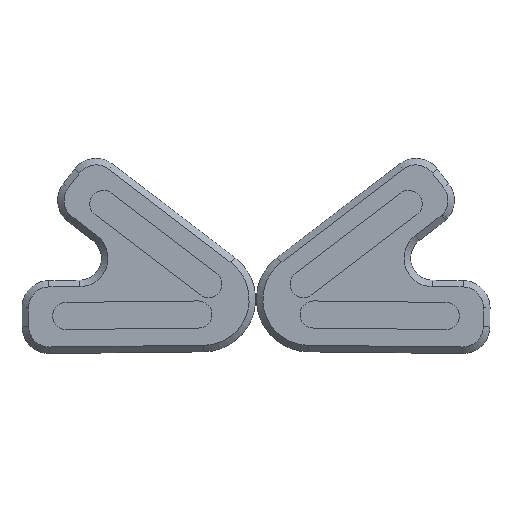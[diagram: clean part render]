
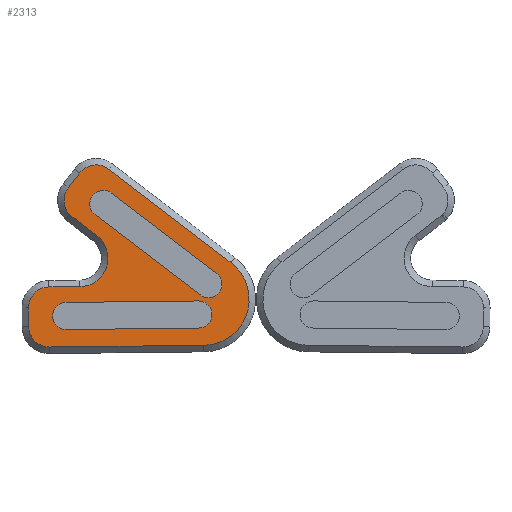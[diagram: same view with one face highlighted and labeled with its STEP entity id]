
A CAD part, top view. The second image highlights one B-rep face of the part: STEP entity #2313.
In plain terms, the highlighted planar face has unit normal (0, 0, 1).
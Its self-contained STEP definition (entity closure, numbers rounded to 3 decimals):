
#25=FACE_BOUND('',#312,.T.);
#26=FACE_BOUND('',#313,.T.);
#84=PLANE('',#2487);
#175=FACE_OUTER_BOUND('',#311,.T.);
#311=EDGE_LOOP('',(#1671,#1672,#1673,#1674,#1675,#1676,#1677,#1678,#1679,
#1680,#1681,#1682,#1683));
#312=EDGE_LOOP('',(#1684,#1685,#1686,#1687));
#313=EDGE_LOOP('',(#1688,#1689,#1690,#1691));
#439=LINE('',#3435,#677);
#443=LINE('',#3447,#681);
#447=LINE('',#3459,#685);
#451=LINE('',#3471,#689);
#455=LINE('',#3483,#693);
#459=LINE('',#3495,#697);
#475=LINE('',#3543,#713);
#476=LINE('',#3546,#714);
#477=LINE('',#3549,#715);
#478=LINE('',#3553,#716);
#677=VECTOR('',#2702,10.);
#681=VECTOR('',#2714,10.);
#685=VECTOR('',#2726,10.);
#689=VECTOR('',#2738,10.);
#693=VECTOR('',#2750,10.);
#697=VECTOR('',#2762,10.);
#713=VECTOR('',#2812,10.);
#714=VECTOR('',#2815,10.);
#715=VECTOR('',#2816,10.);
#716=VECTOR('',#2819,10.);
#914=CIRCLE('',#2450,0.1);
#915=CIRCLE('',#2453,8.4);
#917=CIRCLE('',#2457,6.1);
#919=CIRCLE('',#2461,6.1);
#921=CIRCLE('',#2465,13.6);
#923=CIRCLE('',#2469,6.1);
#925=CIRCLE('',#2473,6.1);
#932=CIRCLE('',#2488,4.);
#933=CIRCLE('',#2489,4.);
#934=CIRCLE('',#2490,4.);
#935=CIRCLE('',#2491,4.);
#1021=VERTEX_POINT('',#3419);
#1022=VERTEX_POINT('',#3421);
#1024=VERTEX_POINT('',#3433);
#1026=VERTEX_POINT('',#3439);
#1028=VERTEX_POINT('',#3445);
#1030=VERTEX_POINT('',#3451);
#1032=VERTEX_POINT('',#3457);
#1034=VERTEX_POINT('',#3463);
#1036=VERTEX_POINT('',#3469);
#1038=VERTEX_POINT('',#3475);
#1040=VERTEX_POINT('',#3481);
#1042=VERTEX_POINT('',#3487);
#1044=VERTEX_POINT('',#3493);
#1057=VERTEX_POINT('',#3539);
#1058=VERTEX_POINT('',#3540);
#1059=VERTEX_POINT('',#3542);
#1060=VERTEX_POINT('',#3544);
#1061=VERTEX_POINT('',#3547);
#1062=VERTEX_POINT('',#3548);
#1063=VERTEX_POINT('',#3550);
#1064=VERTEX_POINT('',#3552);
#1243=EDGE_CURVE('',#1021,#1022,#914,.T.);
#1246=EDGE_CURVE('',#1024,#1021,#439,.T.);
#1249=EDGE_CURVE('',#1026,#1024,#915,.T.);
#1252=EDGE_CURVE('',#1028,#1026,#443,.T.);
#1255=EDGE_CURVE('',#1030,#1028,#917,.T.);
#1258=EDGE_CURVE('',#1032,#1030,#447,.T.);
#1261=EDGE_CURVE('',#1034,#1032,#919,.T.);
#1264=EDGE_CURVE('',#1036,#1034,#451,.T.);
#1267=EDGE_CURVE('',#1038,#1036,#921,.T.);
#1270=EDGE_CURVE('',#1040,#1038,#455,.T.);
#1273=EDGE_CURVE('',#1042,#1040,#923,.T.);
#1276=EDGE_CURVE('',#1044,#1042,#459,.T.);
#1278=EDGE_CURVE('',#1022,#1044,#925,.T.);
#1299=EDGE_CURVE('',#1057,#1058,#932,.T.);
#1300=EDGE_CURVE('',#1058,#1059,#475,.T.);
#1301=EDGE_CURVE('',#1059,#1060,#933,.T.);
#1302=EDGE_CURVE('',#1060,#1057,#476,.T.);
#1303=EDGE_CURVE('',#1061,#1062,#477,.T.);
#1304=EDGE_CURVE('',#1062,#1063,#934,.T.);
#1305=EDGE_CURVE('',#1063,#1064,#478,.T.);
#1306=EDGE_CURVE('',#1064,#1061,#935,.T.);
#1671=ORIENTED_EDGE('',*,*,#1243,.F.);
#1672=ORIENTED_EDGE('',*,*,#1246,.F.);
#1673=ORIENTED_EDGE('',*,*,#1249,.F.);
#1674=ORIENTED_EDGE('',*,*,#1252,.F.);
#1675=ORIENTED_EDGE('',*,*,#1255,.F.);
#1676=ORIENTED_EDGE('',*,*,#1258,.F.);
#1677=ORIENTED_EDGE('',*,*,#1261,.F.);
#1678=ORIENTED_EDGE('',*,*,#1264,.F.);
#1679=ORIENTED_EDGE('',*,*,#1267,.F.);
#1680=ORIENTED_EDGE('',*,*,#1270,.F.);
#1681=ORIENTED_EDGE('',*,*,#1273,.F.);
#1682=ORIENTED_EDGE('',*,*,#1276,.F.);
#1683=ORIENTED_EDGE('',*,*,#1278,.F.);
#1684=ORIENTED_EDGE('',*,*,#1299,.T.);
#1685=ORIENTED_EDGE('',*,*,#1300,.T.);
#1686=ORIENTED_EDGE('',*,*,#1301,.T.);
#1687=ORIENTED_EDGE('',*,*,#1302,.T.);
#1688=ORIENTED_EDGE('',*,*,#1303,.T.);
#1689=ORIENTED_EDGE('',*,*,#1304,.T.);
#1690=ORIENTED_EDGE('',*,*,#1305,.T.);
#1691=ORIENTED_EDGE('',*,*,#1306,.T.);
#2313=ADVANCED_FACE('',(#175,#25,#26),#84,.T.);
#2450=AXIS2_PLACEMENT_3D('',#3422,#2697,#2698);
#2453=AXIS2_PLACEMENT_3D('',#3441,#2707,#2708);
#2457=AXIS2_PLACEMENT_3D('',#3453,#2719,#2720);
#2461=AXIS2_PLACEMENT_3D('',#3465,#2731,#2732);
#2465=AXIS2_PLACEMENT_3D('',#3477,#2743,#2744);
#2469=AXIS2_PLACEMENT_3D('',#3489,#2755,#2756);
#2473=AXIS2_PLACEMENT_3D('',#3498,#2766,#2767);
#2487=AXIS2_PLACEMENT_3D('',#3538,#2808,#2809);
#2488=AXIS2_PLACEMENT_3D('',#3541,#2810,#2811);
#2489=AXIS2_PLACEMENT_3D('',#3545,#2813,#2814);
#2490=AXIS2_PLACEMENT_3D('',#3551,#2817,#2818);
#2491=AXIS2_PLACEMENT_3D('',#3554,#2820,#2821);
#2697=DIRECTION('center_axis',(0.,0.,-1.));
#2698=DIRECTION('ref_axis',(-0.88,-0.475,0.));
#2702=DIRECTION('',(-0.795,0.607,0.));
#2707=DIRECTION('center_axis',(0.,0.,1.));
#2708=DIRECTION('ref_axis',(0.011,-1.,0.));
#2714=DIRECTION('',(1.,0.011,0.));
#2719=DIRECTION('center_axis',(0.,0.,-1.));
#2720=DIRECTION('ref_axis',(-0.011,1.,0.));
#2726=DIRECTION('',(-0.011,1.,0.));
#2731=DIRECTION('center_axis',(0.,0.,-1.));
#2732=DIRECTION('ref_axis',(-1.,-0.011,0.));
#2738=DIRECTION('',(-1.,-0.011,0.));
#2743=DIRECTION('center_axis',(0.,0.,-1.));
#2744=DIRECTION('ref_axis',(0.011,-1.,0.));
#2750=DIRECTION('',(0.795,-0.607,0.));
#2755=DIRECTION('center_axis',(0.,0.,-1.));
#2756=DIRECTION('ref_axis',(0.607,0.795,0.));
#2762=DIRECTION('',(0.607,0.795,0.));
#2766=DIRECTION('center_axis',(0.,0.,-1.));
#2767=DIRECTION('ref_axis',(-0.795,0.607,0.));
#2808=DIRECTION('center_axis',(0.,0.,1.));
#2809=DIRECTION('ref_axis',(1.,0.,0.));
#2810=DIRECTION('center_axis',(0.,0.,-1.));
#2811=DIRECTION('ref_axis',(1.,0.,0.));
#2812=DIRECTION('',(0.795,-0.607,0.));
#2813=DIRECTION('center_axis',(0.,0.,-1.));
#2814=DIRECTION('ref_axis',(1.,0.,0.));
#2815=DIRECTION('',(-0.795,0.607,0.));
#2816=DIRECTION('',(-1.,-0.011,0.));
#2817=DIRECTION('center_axis',(0.,0.,-1.));
#2818=DIRECTION('ref_axis',(1.,0.,0.));
#2819=DIRECTION('',(1.,0.011,0.));
#2820=DIRECTION('center_axis',(0.,0.,-1.));
#2821=DIRECTION('ref_axis',(1.,0.,0.));
#3419=CARTESIAN_POINT('',(-22.871,13.813,3.));
#3421=CARTESIAN_POINT('',(-22.903,13.931,3.));
#3422=CARTESIAN_POINT('Origin',(-22.81,13.893,3.));
#3433=CARTESIAN_POINT('',(-14.964,7.775,3.));
#3435=CARTESIAN_POINT('',(-13.55,6.695,3.));
#3439=CARTESIAN_POINT('',(-19.97,-7.3,3.));
#3441=CARTESIAN_POINT('Origin',(-20.063,1.099,3.));
#3445=CARTESIAN_POINT('',(-29.067,-7.4,3.));
#3447=CARTESIAN_POINT('',(-11.217,-7.204,3.));
#3451=CARTESIAN_POINT('',(-35.1,-13.567,3.));
#3453=CARTESIAN_POINT('Origin',(-29.,-13.5,3.));
#3457=CARTESIAN_POINT('',(-35.039,-19.067,3.));
#3459=CARTESIAN_POINT('',(-35.182,-6.085,3.));
#3463=CARTESIAN_POINT('',(-28.872,-25.099,3.));
#3465=CARTESIAN_POINT('Origin',(-28.939,-19.,3.));
#3469=CARTESIAN_POINT('',(16.525,-24.599,3.));
#3471=CARTESIAN_POINT('',(-15.571,-24.953,3.));
#3475=CARTESIAN_POINT('',(24.63,-0.191,3.));
#3477=CARTESIAN_POINT('Origin',(16.376,-11.,3.));
#3481=CARTESIAN_POINT('',(-11.452,27.364,3.));
#3483=CARTESIAN_POINT('',(15.572,6.726,3.));
#3487=CARTESIAN_POINT('',(-20.002,26.218,3.));
#3489=CARTESIAN_POINT('Origin',(-15.154,22.516,3.));
#3493=CARTESIAN_POINT('',(-23.34,21.847,3.));
#3495=CARTESIAN_POINT('',(-22.689,22.7,3.));
#3498=CARTESIAN_POINT('Origin',(-18.492,18.145,3.));
#3538=CARTESIAN_POINT('Origin',(-2.562,1.758,3.));
#3539=CARTESIAN_POINT('',(-15.429,13.918,3.));
#3540=CARTESIAN_POINT('',(-10.573,20.276,3.));
#3541=CARTESIAN_POINT('Origin',(-13.001,17.097,3.));
#3542=CARTESIAN_POINT('',(20.402,-3.38,3.));
#3543=CARTESIAN_POINT('',(-10.573,20.276,3.));
#3544=CARTESIAN_POINT('',(15.546,-9.738,3.));
#3545=CARTESIAN_POINT('Origin',(17.974,-6.559,3.));
#3546=CARTESIAN_POINT('',(-15.429,13.918,3.));
#3547=CARTESIAN_POINT('',(15.044,-19.515,3.));
#3548=CARTESIAN_POINT('',(-23.929,-19.945,3.));
#3549=CARTESIAN_POINT('',(-23.929,-19.945,3.));
#3550=CARTESIAN_POINT('',(-24.017,-11.945,3.));
#3551=CARTESIAN_POINT('Origin',(-23.973,-15.945,3.));
#3552=CARTESIAN_POINT('',(14.956,-11.516,3.));
#3553=CARTESIAN_POINT('',(-24.017,-11.945,3.));
#3554=CARTESIAN_POINT('Origin',(15.,-15.515,3.));
